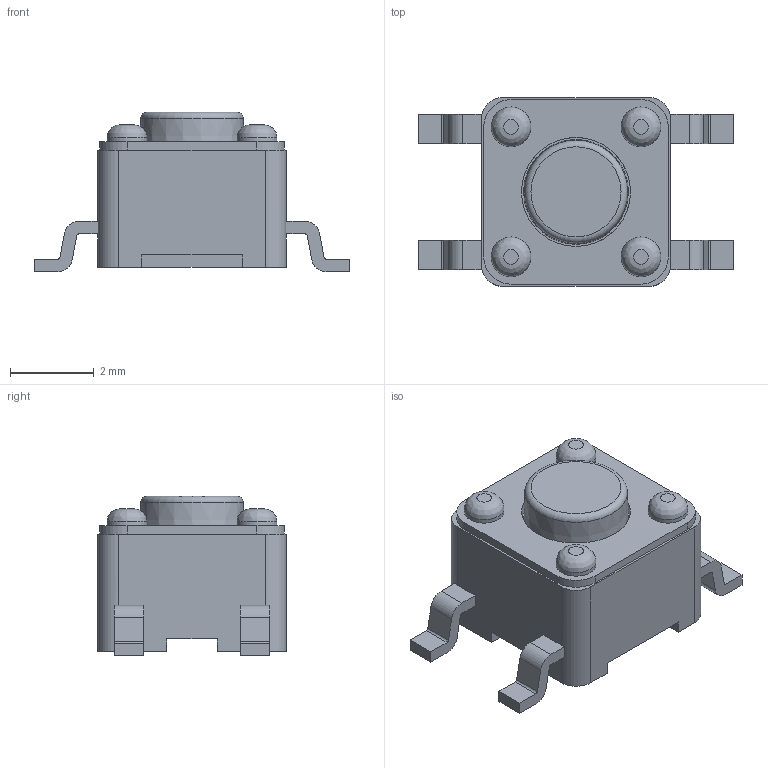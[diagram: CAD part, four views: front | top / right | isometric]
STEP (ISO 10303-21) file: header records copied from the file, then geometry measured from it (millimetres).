
FILE_DESCRIPTION(/* description */ (' '),/* implementation_level */ '2;1');
FILE_NAME(/* name */ 'TL3305AFxxxxG.stp',/* time_stamp */ '2020-07-21T17:55:24+02:00',/* author */ ('franc'),/* organization */ (' '),/* preprocessor_version */ 'ST-DEVELOPER v18',/* originating_system */ 'Autodesk Inventor 2020',/* authorisation */ ' ');
FILE_SCHEMA (('AUTOMOTIVE_DESIGN { 1 0 10303 214 3 1 1 }'));
Length unit declared in the file: millimetre
Products named in the file (1): TL3305AFxxxxG
Bounding box: 7.5 x 4.5 x 3.8 mm (x, y, z)
Volume: 49.5 mm3; surface area: 187.1 mm2
Topology: 1 solids, 8 shells, 204 faces, 539 edges, 366 vertices
Faces by surface type: plane 142, cylinder 55, bspline 4, torus 1, cone 1, sphere 1
Full cylindrical faces by diameter (mm): 0.35 x3, 0.65 x4, 0.7 x4, 0.95 x4, 1.04 x1, 2.6 x1
Entity records: 6723 total; most frequent: CARTESIAN_POINT 1213, DIRECTION 1116, ORIENTED_EDGE 1076, EDGE_CURVE 538, AXIS2_PLACEMENT_3D 377, VERTEX_POINT 366, LINE 362, VECTOR 362
